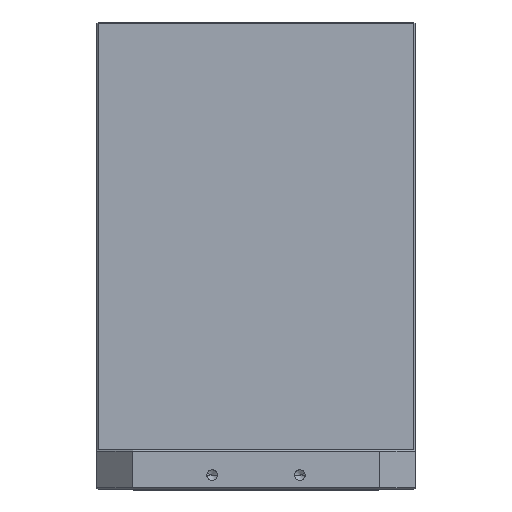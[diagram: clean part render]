
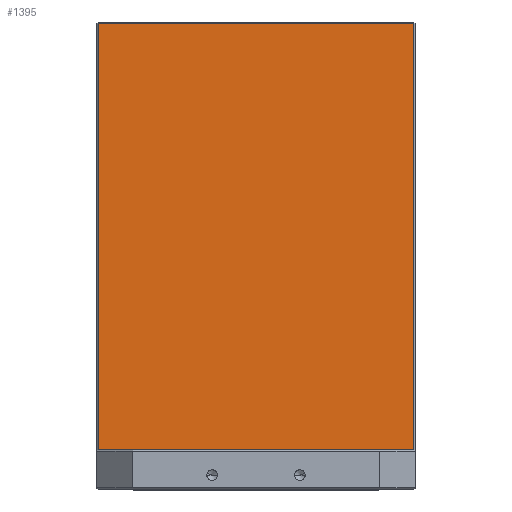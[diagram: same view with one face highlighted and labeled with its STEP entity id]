
A CAD part, top view. The second image highlights one B-rep face of the part: STEP entity #1395.
In plain terms, the highlighted planar face has unit normal (0, 0, 1).
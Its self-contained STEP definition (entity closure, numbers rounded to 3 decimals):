
#154 = CARTESIAN_POINT ( 'NONE',  ( 198., 586.5, 75. ) ) ;
#381 = EDGE_LOOP ( 'NONE', ( #2388, #1140, #3463, #5300 ) ) ;
#419 = CARTESIAN_POINT ( 'NONE',  ( -198., 50., 75. ) ) ;
#431 = EDGE_CURVE ( 'NONE', #3569, #1271, #617, .T. ) ;
#474 = DIRECTION ( 'NONE',  ( -1., 0., 0. ) ) ;
#529 = PLANE ( 'NONE',  #4654 ) ;
#617 = LINE ( 'NONE', #2966, #4492 ) ;
#1140 = ORIENTED_EDGE ( 'NONE', *, *, #431, .T. ) ;
#1271 = VERTEX_POINT ( 'NONE', #419 ) ;
#1395 = ADVANCED_FACE ( 'NONE', ( #2674 ), #529, .F. ) ;
#1460 = DIRECTION ( 'NONE',  ( 0., 0., -1. ) ) ;
#1689 = LINE ( 'NONE', #2139, #2031 ) ;
#2031 = VECTOR ( 'NONE', #474, 1000. ) ;
#2038 = EDGE_CURVE ( 'NONE', #4992, #3569, #1689, .T. ) ;
#2139 = CARTESIAN_POINT ( 'NONE',  ( -200., 584.5, 75. ) ) ;
#2165 = DIRECTION ( 'NONE',  ( -1., 0., 0. ) ) ;
#2388 = ORIENTED_EDGE ( 'NONE', *, *, #2038, .T. ) ;
#2616 = DIRECTION ( 'NONE',  ( 0., -1., 0. ) ) ;
#2674 = FACE_OUTER_BOUND ( 'NONE', #381, .T. ) ;
#2966 = CARTESIAN_POINT ( 'NONE',  ( -198., 586.5, 75. ) ) ;
#3006 = CARTESIAN_POINT ( 'NONE',  ( 198., 50., 75. ) ) ;
#3176 = CARTESIAN_POINT ( 'NONE',  ( 200., 50., 75. ) ) ;
#3463 = ORIENTED_EDGE ( 'NONE', *, *, #4522, .T. ) ;
#3569 = VERTEX_POINT ( 'NONE', #4612 ) ;
#3930 = DIRECTION ( 'NONE',  ( 1., 0., 0. ) ) ;
#3990 = EDGE_CURVE ( 'NONE', #5188, #4992, #4341, .T. ) ;
#4341 = LINE ( 'NONE', #154, #4389 ) ;
#4389 = VECTOR ( 'NONE', #4664, 1000. ) ;
#4492 = VECTOR ( 'NONE', #2616, 1000. ) ;
#4522 = EDGE_CURVE ( 'NONE', #1271, #5188, #5174, .T. ) ;
#4597 = CARTESIAN_POINT ( 'NONE',  ( 200., 586.5, 75. ) ) ;
#4612 = CARTESIAN_POINT ( 'NONE',  ( -198., 584.5, 75. ) ) ;
#4654 = AXIS2_PLACEMENT_3D ( 'NONE', #4597, #1460, #2165 ) ;
#4664 = DIRECTION ( 'NONE',  ( 0., 1., 0. ) ) ;
#4673 = CARTESIAN_POINT ( 'NONE',  ( 198., 584.5, 75. ) ) ;
#4992 = VERTEX_POINT ( 'NONE', #4673 ) ;
#5015 = VECTOR ( 'NONE', #3930, 1000. ) ;
#5174 = LINE ( 'NONE', #3176, #5015 ) ;
#5188 = VERTEX_POINT ( 'NONE', #3006 ) ;
#5300 = ORIENTED_EDGE ( 'NONE', *, *, #3990, .T. ) ;
